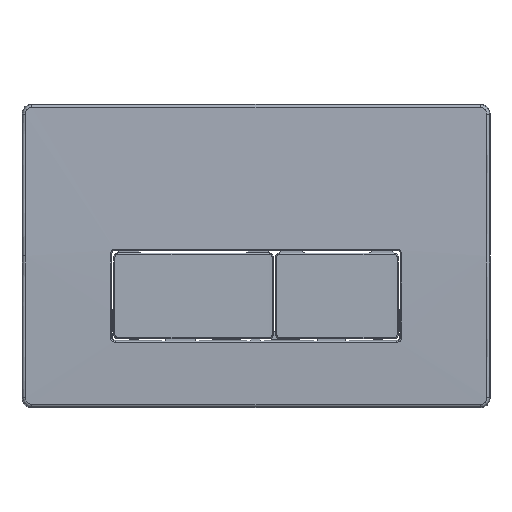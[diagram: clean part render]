
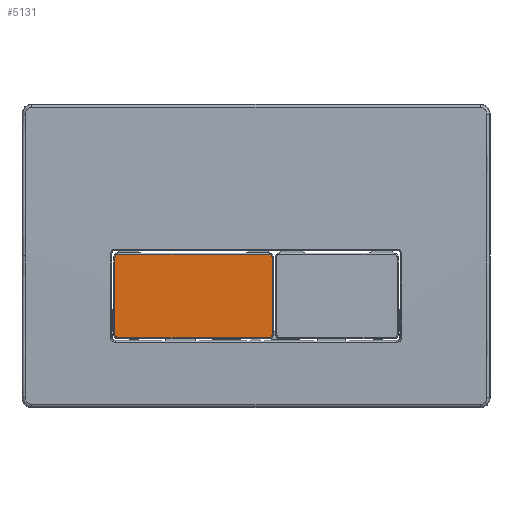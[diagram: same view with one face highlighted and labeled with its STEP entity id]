
A CAD part, top view. The second image highlights one B-rep face of the part: STEP entity #5131.
In plain terms, the highlighted cylindrical face has radius 2124.32 mm (diameter 4248.63 mm), a partial arc.
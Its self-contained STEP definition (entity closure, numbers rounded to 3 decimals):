
#25 = VERTEX_POINT ( 'NONE', #42371 ) ;
#349 = CARTESIAN_POINT ( 'NONE',  ( 74.305, 0.174, -8.5 ) ) ;
#2492 = AXIS2_PLACEMENT_3D ( 'NONE', #88500, #3257, #78697 ) ;
#3257 = DIRECTION ( 'NONE',  ( -1., 0., 0. ) ) ;
#4408 = CARTESIAN_POINT ( 'NONE',  ( -6.958, -43.08, -8.063 ) ) ;
#5131 = ADVANCED_FACE ( 'NONE', ( #41293 ), #51106, .T. ) ;
#6808 = CARTESIAN_POINT ( 'NONE',  ( -6.958, 0.948, -8.5 ) ) ;
#8005 = CARTESIAN_POINT ( 'NONE',  ( -8.508, -0.602, -8.5 ) ) ;
#8923 = CARTESIAN_POINT ( 'NONE',  ( 74.128, 0.422, -8.5 ) ) ;
#9129 = ORIENTED_EDGE ( 'NONE', *, *, #81067, .T. ) ;
#9600 = CARTESIAN_POINT ( 'NONE',  ( -8.508, -41.53, -8.094 ) ) ;
#10720 = B_SPLINE_CURVE_WITH_KNOTS ( 'NONE', 3,
 ( #9600, #67888, #37851, #21234 ),
 .UNSPECIFIED., .F., .F.,
 ( 4, 4 ),
 ( 0.002, 0.042 ),
 .UNSPECIFIED. ) ;
#11174 = CARTESIAN_POINT ( 'NONE',  ( -8.467, -41.935, -8.086 ) ) ;
#11467 = CARTESIAN_POINT ( 'NONE',  ( -8.508, -41.53, -8.094 ) ) ;
#11636 = B_SPLINE_CURVE_WITH_KNOTS ( 'NONE', 3,
 ( #6808, #16627, #41995, #118424, #74282, #27652, #35648, #100042, #46071, #44276, #83478, #8005 ),
 .UNSPECIFIED., .F., .F.,
 ( 4, 2, 2, 2, 2, 4 ),
 ( 0., 0.001, 0.001, 0.001, 0.002, 0.002 ),
 .UNSPECIFIED. ) ;
#12587 = EDGE_CURVE ( 'NONE', #66460, #94518, #75371, .T. ) ;
#15836 = CARTESIAN_POINT ( 'NONE',  ( 74.314, -42.31, -8.079 ) ) ;
#16627 = CARTESIAN_POINT ( 'NONE',  ( -7.162, 0.948, -8.5 ) ) ;
#19202 = CARTESIAN_POINT ( 'NONE',  ( -7.163, -43.08, -8.063 ) ) ;
#21234 = CARTESIAN_POINT ( 'NONE',  ( -8.508, -0.602, -8.5 ) ) ;
#22656 = EDGE_CURVE ( 'NONE', #24722, #41956, #11636, .T. ) ;
#22908 = ORIENTED_EDGE ( 'NONE', *, *, #22656, .F. ) ;
#23408 = EDGE_CURVE ( 'NONE', #43516, #25, #36443, .T. ) ;
#23845 = CARTESIAN_POINT ( 'NONE',  ( 74.51, -41.53, -8.094 ) ) ;
#24348 = CARTESIAN_POINT ( 'NONE',  ( 74.51, -0.602, -8.5 ) ) ;
#24722 = VERTEX_POINT ( 'NONE', #89659 ) ;
#25667 = CARTESIAN_POINT ( 'NONE',  ( 73.165, -43.08, -8.063 ) ) ;
#26164 = CARTESIAN_POINT ( 'NONE',  ( 74.193, 0.342, -8.5 ) ) ;
#27526 = LINE ( 'NONE', #47772, #43399 ) ;
#27652 = CARTESIAN_POINT ( 'NONE',  ( -7.902, 0.631, -8.5 ) ) ;
#27982 = CARTESIAN_POINT ( 'NONE',  ( 73.165, 0.948, -8.5 ) ) ;
#28413 = CARTESIAN_POINT ( 'NONE',  ( -8.508, -41.53, -8.094 ) ) ;
#30207 = CARTESIAN_POINT ( 'NONE',  ( -8.351, -42.217, -8.08 ) ) ;
#34837 = CARTESIAN_POINT ( 'NONE',  ( 72.96, 0.948, -8.5 ) ) ;
#35471 = CARTESIAN_POINT ( 'NONE',  ( 73.905, -42.763, -8.07 ) ) ;
#35648 = CARTESIAN_POINT ( 'NONE',  ( -7.982, 0.566, -8.5 ) ) ;
#36443 = B_SPLINE_CURVE_WITH_KNOTS ( 'NONE', 3,
 ( #24348, #90570, #91760, #52574 ),
 .UNSPECIFIED., .F., .F.,
 ( 4, 4 ),
 ( 0.002, 0.042 ),
 .UNSPECIFIED. ) ;
#36607 = VERTEX_POINT ( 'NONE', #40626 ) ;
#37851 = CARTESIAN_POINT ( 'NONE',  ( -8.508, -14.246, -8.496 ) ) ;
#38436 = ORIENTED_EDGE ( 'NONE', *, *, #23408, .T. ) ;
#40626 = CARTESIAN_POINT ( 'NONE',  ( 72.961, -43.08, -8.063 ) ) ;
#41293 = FACE_OUTER_BOUND ( 'NONE', #112510, .T. ) ;
#41956 = VERTEX_POINT ( 'NONE', #48773 ) ;
#41995 = CARTESIAN_POINT ( 'NONE',  ( -7.363, 0.908, -8.5 ) ) ;
#42371 = CARTESIAN_POINT ( 'NONE',  ( 74.51, -41.53, -8.094 ) ) ;
#42853 = EDGE_CURVE ( 'NONE', #43516, #82031, #62635, .T. ) ;
#43399 = VECTOR ( 'NONE', #74154, 1000. ) ;
#43516 = VERTEX_POINT ( 'NONE', #70737 ) ;
#44087 = CARTESIAN_POINT ( 'NONE',  ( 73.366, -43.04, -8.064 ) ) ;
#44276 = CARTESIAN_POINT ( 'NONE',  ( -8.466, -0.194, -8.5 ) ) ;
#46071 = CARTESIAN_POINT ( 'NONE',  ( -8.312, 0.178, -8.5 ) ) ;
#46312 = LINE ( 'NONE', #54934, #48133 ) ;
#46391 = CARTESIAN_POINT ( 'NONE',  ( 73.913, 0.636, -8.5 ) ) ;
#47772 = CARTESIAN_POINT ( 'NONE',  ( 123.562, -43.08, -8.063 ) ) ;
#48133 = VECTOR ( 'NONE', #75710, 1000. ) ;
#48625 = CARTESIAN_POINT ( 'NONE',  ( -8.191, -42.474, -8.075 ) ) ;
#48773 = CARTESIAN_POINT ( 'NONE',  ( -8.508, -0.602, -8.5 ) ) ;
#50683 = CARTESIAN_POINT ( 'NONE',  ( -6.958, -43.08, -8.063 ) ) ;
#51106 = CYLINDRICAL_SURFACE ( 'NONE', #2492, 2124.315 ) ;
#51533 = ORIENTED_EDGE ( 'NONE', *, *, #42853, .F. ) ;
#52574 = CARTESIAN_POINT ( 'NONE',  ( 74.51, -41.53, -8.094 ) ) ;
#53903 = CARTESIAN_POINT ( 'NONE',  ( 74.51, -41.734, -8.09 ) ) ;
#54448 = ORIENTED_EDGE ( 'NONE', *, *, #91334, .T. ) ;
#54934 = CARTESIAN_POINT ( 'NONE',  ( 123.562, 0.948, -8.5 ) ) ;
#56057 = ORIENTED_EDGE ( 'NONE', *, *, #12587, .F. ) ;
#56384 = ORIENTED_EDGE ( 'NONE', *, *, #77187, .F. ) ;
#57783 = B_SPLINE_CURVE_WITH_KNOTS ( 'NONE', 3,
 ( #119441, #25667, #44087, #62512, #107840, #35471, #99868, #91866, #15836, #61308, #53903, #23845 ),
 .UNSPECIFIED., .F., .F.,
 ( 4, 2, 2, 2, 2, 4 ),
 ( 0., 0.001, 0.001, 0.001, 0.002, 0.002 ),
 .UNSPECIFIED. ) ;
#61308 = CARTESIAN_POINT ( 'NONE',  ( 74.469, -41.937, -8.086 ) ) ;
#62512 = CARTESIAN_POINT ( 'NONE',  ( 73.648, -42.923, -8.066 ) ) ;
#62635 = B_SPLINE_CURVE_WITH_KNOTS ( 'NONE', 3,
 ( #66015, #83782, #81971, #110136, #349, #26164, #8923, #46391, #64803, #91750, #27982, #92355 ),
 .UNSPECIFIED., .F., .F.,
 ( 4, 2, 2, 2, 2, 4 ),
 ( 0., 0.001, 0.001, 0.001, 0.002, 0.002 ),
 .UNSPECIFIED. ) ;
#64803 = CARTESIAN_POINT ( 'NONE',  ( 73.741, 0.752, -8.5 ) ) ;
#65851 = CARTESIAN_POINT ( 'NONE',  ( -7.912, -42.768, -8.069 ) ) ;
#66015 = CARTESIAN_POINT ( 'NONE',  ( 74.51, -0.602, -8.5 ) ) ;
#66460 = VERTEX_POINT ( 'NONE', #11467 ) ;
#67505 = EDGE_CURVE ( 'NONE', #24722, #82031, #46312, .T. ) ;
#67661 = CARTESIAN_POINT ( 'NONE',  ( -7.739, -42.884, -8.067 ) ) ;
#67888 = CARTESIAN_POINT ( 'NONE',  ( -8.508, -27.889, -8.361 ) ) ;
#70737 = CARTESIAN_POINT ( 'NONE',  ( 74.51, -0.602, -8.5 ) ) ;
#74154 = DIRECTION ( 'NONE',  ( -1., 0., 0. ) ) ;
#74282 = CARTESIAN_POINT ( 'NONE',  ( -7.734, 0.743, -8.5 ) ) ;
#75371 = B_SPLINE_CURVE_WITH_KNOTS ( 'NONE', 3,
 ( #28413, #85434, #11174, #30207, #113579, #48625, #86021, #65851, #67661, #95805, #19202, #4408 ),
 .UNSPECIFIED., .F., .F.,
 ( 4, 2, 2, 2, 2, 4 ),
 ( 0., 0.001, 0.001, 0.001, 0.002, 0.002 ),
 .UNSPECIFIED. ) ;
#75710 = DIRECTION ( 'NONE',  ( 1., 0., 0. ) ) ;
#77187 = EDGE_CURVE ( 'NONE', #36607, #25, #57783, .T. ) ;
#78520 = ORIENTED_EDGE ( 'NONE', *, *, #67505, .T. ) ;
#78697 = DIRECTION ( 'NONE',  ( 0., 0., 1. ) ) ;
#81067 = EDGE_CURVE ( 'NONE', #66460, #41956, #10720, .T. ) ;
#81971 = CARTESIAN_POINT ( 'NONE',  ( 74.47, -0.197, -8.5 ) ) ;
#82031 = VERTEX_POINT ( 'NONE', #34837 ) ;
#83478 = CARTESIAN_POINT ( 'NONE',  ( -8.508, -0.398, -8.5 ) ) ;
#83782 = CARTESIAN_POINT ( 'NONE',  ( 74.51, -0.398, -8.5 ) ) ;
#85434 = CARTESIAN_POINT ( 'NONE',  ( -8.508, -41.734, -8.09 ) ) ;
#86021 = CARTESIAN_POINT ( 'NONE',  ( -8.126, -42.554, -8.074 ) ) ;
#88500 = CARTESIAN_POINT ( 'NONE',  ( 123.562, 0., 2115.815 ) ) ;
#89659 = CARTESIAN_POINT ( 'NONE',  ( -6.958, 0.948, -8.5 ) ) ;
#90570 = CARTESIAN_POINT ( 'NONE',  ( 74.51, -14.246, -8.496 ) ) ;
#91334 = EDGE_CURVE ( 'NONE', #36607, #94518, #27526, .T. ) ;
#91750 = CARTESIAN_POINT ( 'NONE',  ( 73.368, 0.907, -8.5 ) ) ;
#91760 = CARTESIAN_POINT ( 'NONE',  ( 74.51, -27.889, -8.361 ) ) ;
#91866 = CARTESIAN_POINT ( 'NONE',  ( 74.199, -42.483, -8.075 ) ) ;
#92355 = CARTESIAN_POINT ( 'NONE',  ( 72.96, 0.948, -8.5 ) ) ;
#94518 = VERTEX_POINT ( 'NONE', #50683 ) ;
#95805 = CARTESIAN_POINT ( 'NONE',  ( -7.366, -43.039, -8.064 ) ) ;
#99868 = CARTESIAN_POINT ( 'NONE',  ( 73.984, -42.697, -8.071 ) ) ;
#100042 = CARTESIAN_POINT ( 'NONE',  ( -8.196, 0.351, -8.5 ) ) ;
#107840 = CARTESIAN_POINT ( 'NONE',  ( 73.737, -42.875, -8.067 ) ) ;
#110136 = CARTESIAN_POINT ( 'NONE',  ( 74.353, 0.085, -8.5 ) ) ;
#112510 = EDGE_LOOP ( 'NONE', ( #54448, #56057, #9129, #22908, #78520, #51533, #38436, #56384 ) ) ;
#113579 = CARTESIAN_POINT ( 'NONE',  ( -8.303, -42.306, -8.079 ) ) ;
#118424 = CARTESIAN_POINT ( 'NONE',  ( -7.645, 0.791, -8.5 ) ) ;
#119441 = CARTESIAN_POINT ( 'NONE',  ( 72.961, -43.08, -8.063 ) ) ;
